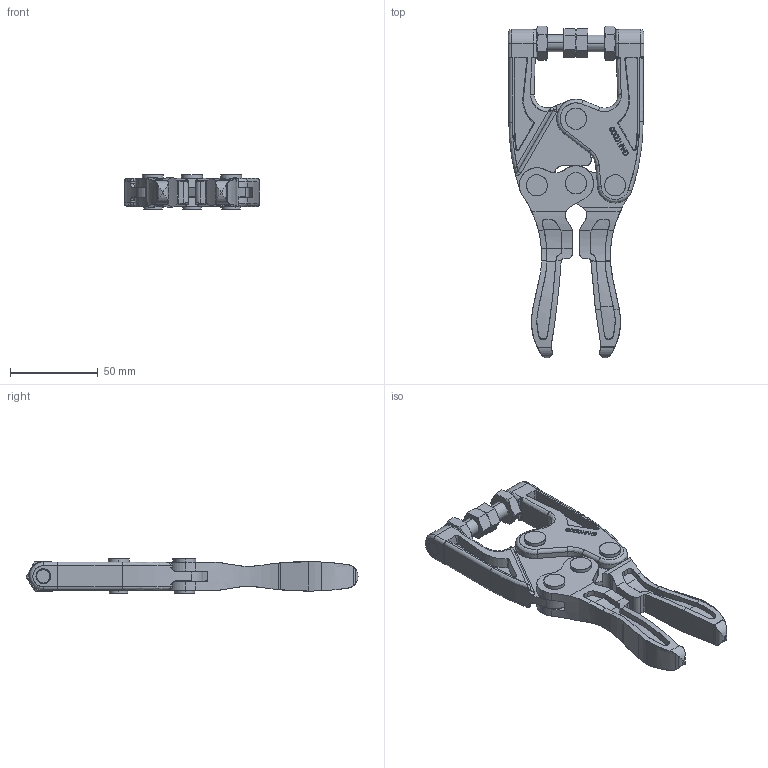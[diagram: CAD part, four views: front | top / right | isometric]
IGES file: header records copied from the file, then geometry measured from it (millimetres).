
Start section: SolidWorks IGES file using analytic representation for surfaces
Global section: file name: 7HGH-50385(簡化).IGS; native system: SolidWorks 2016; preprocessor: SolidWorks 2016; author: LinWei; date: 200713.090152; units: millimetre
Bounding box: 77.34 x 189.1 x 19.57 mm (x, y, z)
Surface area: 49778.6 mm2 (no closed solid volume)
Topology: 0 solids, 0 shells, 765 faces, 9846 edges, 9843 vertices
Faces by surface type: bspline 484, revolution 281
